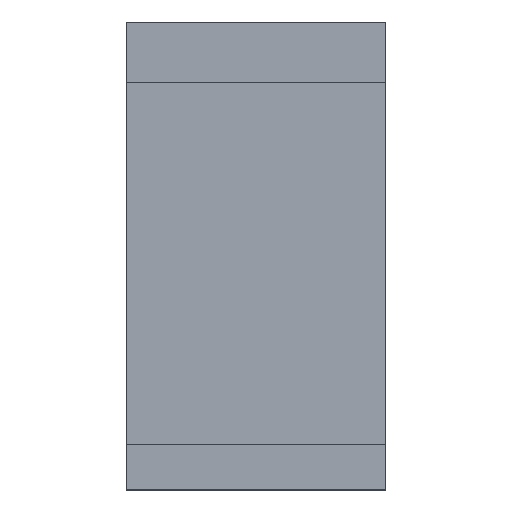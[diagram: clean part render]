
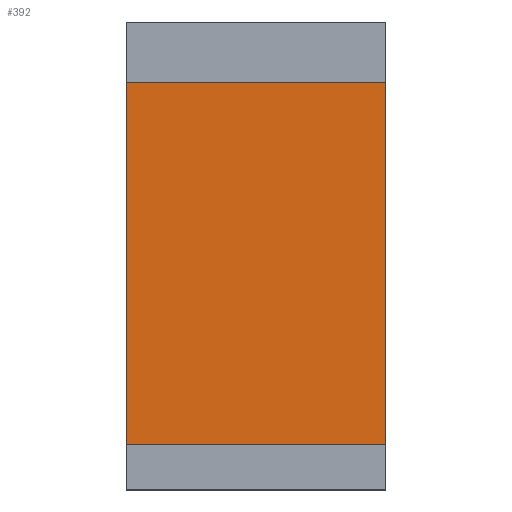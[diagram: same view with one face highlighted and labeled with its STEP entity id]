
A CAD part, top view. The second image highlights one B-rep face of the part: STEP entity #392.
In plain terms, the highlighted planar face has unit normal (0, 0, 1).
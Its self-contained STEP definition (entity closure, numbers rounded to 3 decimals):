
#48=FACE_OUTER_BOUND('',#72,.T.);
#72=EDGE_LOOP('',(#302,#303,#304,#305));
#100=LINE('',#621,#148);
#103=LINE('',#627,#151);
#106=LINE('',#633,#154);
#109=LINE('',#637,#157);
#148=VECTOR('',#509,10.);
#151=VECTOR('',#514,10.);
#154=VECTOR('',#519,10.);
#157=VECTOR('',#524,10.);
#192=VERTEX_POINT('',#618);
#193=VERTEX_POINT('',#620);
#195=VERTEX_POINT('',#626);
#197=VERTEX_POINT('',#632);
#228=EDGE_CURVE('',#193,#192,#100,.T.);
#231=EDGE_CURVE('',#195,#193,#103,.T.);
#234=EDGE_CURVE('',#197,#195,#106,.T.);
#237=EDGE_CURVE('',#192,#197,#109,.T.);
#302=ORIENTED_EDGE('',*,*,#237,.T.);
#303=ORIENTED_EDGE('',*,*,#234,.T.);
#304=ORIENTED_EDGE('',*,*,#231,.T.);
#305=ORIENTED_EDGE('',*,*,#228,.T.);
#368=PLANE('',#457);
#392=ADVANCED_FACE('',(#48),#368,.T.);
#457=AXIS2_PLACEMENT_3D('',#638,#525,#526);
#509=DIRECTION('',(-1.,0.,0.));
#514=DIRECTION('',(0.,1.,0.));
#519=DIRECTION('',(1.,0.,0.));
#524=DIRECTION('',(0.,-1.,0.));
#525=DIRECTION('center_axis',(0.,0.,1.));
#526=DIRECTION('ref_axis',(1.,0.,0.));
#618=CARTESIAN_POINT('',(-21.5,28.75,4.15));
#620=CARTESIAN_POINT('',(21.5,28.75,4.15));
#621=CARTESIAN_POINT('',(21.5,28.75,4.15));
#626=CARTESIAN_POINT('',(21.5,-31.25,4.15));
#627=CARTESIAN_POINT('',(21.5,-31.25,4.15));
#632=CARTESIAN_POINT('',(-21.5,-31.25,4.15));
#633=CARTESIAN_POINT('',(-21.5,-31.25,4.15));
#637=CARTESIAN_POINT('',(-21.5,28.75,4.15));
#638=CARTESIAN_POINT('Origin',(0.,-1.25,4.15));
